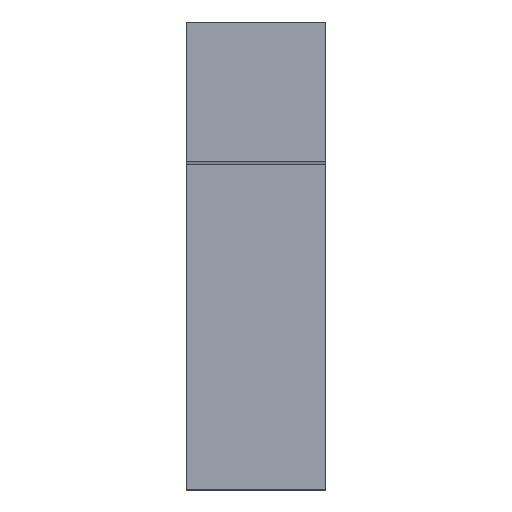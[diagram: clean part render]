
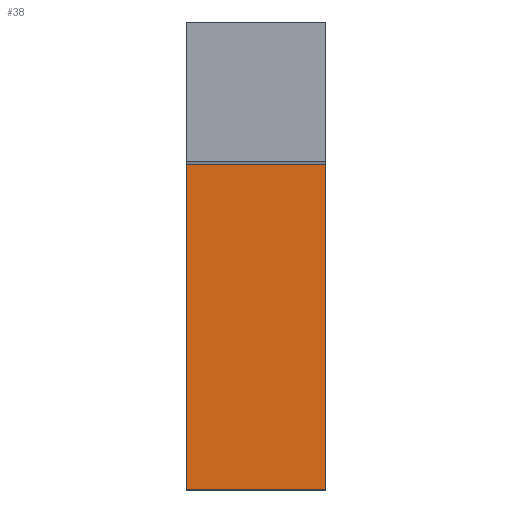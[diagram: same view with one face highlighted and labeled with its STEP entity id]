
A CAD part, top view. The second image highlights one B-rep face of the part: STEP entity #38.
In plain terms, the highlighted planar face has unit normal (0, 0, 1).
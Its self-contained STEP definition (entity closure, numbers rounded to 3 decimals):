
#2 = EDGE_LOOP ( 'NONE', ( #126, #194, #158, #200 ) ) ;
#6 = PLANE ( 'NONE',  #12 ) ;
#9 = VERTEX_POINT ( 'NONE', #21 ) ;
#12 = AXIS2_PLACEMENT_3D ( 'NONE', #65, #35, #236 ) ;
#21 = CARTESIAN_POINT ( 'NONE',  ( -0.3, 1.4, 0.3 ) ) ;
#30 = VECTOR ( 'NONE', #106, 1000. ) ;
#35 = DIRECTION ( 'NONE',  ( 0., 0., -1. ) ) ;
#38 = ADVANCED_FACE ( 'NONE', ( #49 ), #6, .F. ) ;
#43 = DIRECTION ( 'NONE',  ( 0., -1., 0. ) ) ;
#49 = FACE_OUTER_BOUND ( 'NONE', #2, .T. ) ;
#51 = CARTESIAN_POINT ( 'NONE',  ( 0.3, 1.4, 0.3 ) ) ;
#62 = CARTESIAN_POINT ( 'NONE',  ( -0.3, 1.4, 0.3 ) ) ;
#65 = CARTESIAN_POINT ( 'NONE',  ( 0.3, 1.4, 0.3 ) ) ;
#79 = EDGE_CURVE ( 'NONE', #9, #110, #243, .T. ) ;
#106 = DIRECTION ( 'NONE',  ( 0., -1., 0. ) ) ;
#108 = CARTESIAN_POINT ( 'NONE',  ( 0.3, 0., 0.3 ) ) ;
#110 = VERTEX_POINT ( 'NONE', #145 ) ;
#115 = CARTESIAN_POINT ( 'NONE',  ( 0.3, 1.4, 0.3 ) ) ;
#118 = CARTESIAN_POINT ( 'NONE',  ( 0.3, 0., 0.3 ) ) ;
#126 = ORIENTED_EDGE ( 'NONE', *, *, #79, .T. ) ;
#137 = VECTOR ( 'NONE', #43, 1000. ) ;
#138 = VERTEX_POINT ( 'NONE', #108 ) ;
#140 = DIRECTION ( 'NONE',  ( -1., 0., 0. ) ) ;
#145 = CARTESIAN_POINT ( 'NONE',  ( -0.3, 0., 0.3 ) ) ;
#158 = ORIENTED_EDGE ( 'NONE', *, *, #179, .F. ) ;
#160 = VECTOR ( 'NONE', #265, 1000. ) ;
#162 = VERTEX_POINT ( 'NONE', #239 ) ;
#179 = EDGE_CURVE ( 'NONE', #162, #138, #250, .T. ) ;
#194 = ORIENTED_EDGE ( 'NONE', *, *, #232, .F. ) ;
#197 = LINE ( 'NONE', #118, #160 ) ;
#200 = ORIENTED_EDGE ( 'NONE', *, *, #260, .T. ) ;
#224 = LINE ( 'NONE', #51, #266 ) ;
#232 = EDGE_CURVE ( 'NONE', #138, #110, #197, .T. ) ;
#236 = DIRECTION ( 'NONE',  ( 0., 1., 0. ) ) ;
#239 = CARTESIAN_POINT ( 'NONE',  ( 0.3, 1.4, 0.3 ) ) ;
#243 = LINE ( 'NONE', #62, #30 ) ;
#250 = LINE ( 'NONE', #115, #137 ) ;
#260 = EDGE_CURVE ( 'NONE', #162, #9, #224, .T. ) ;
#265 = DIRECTION ( 'NONE',  ( -1., 0., 0. ) ) ;
#266 = VECTOR ( 'NONE', #140, 1000. ) ;
